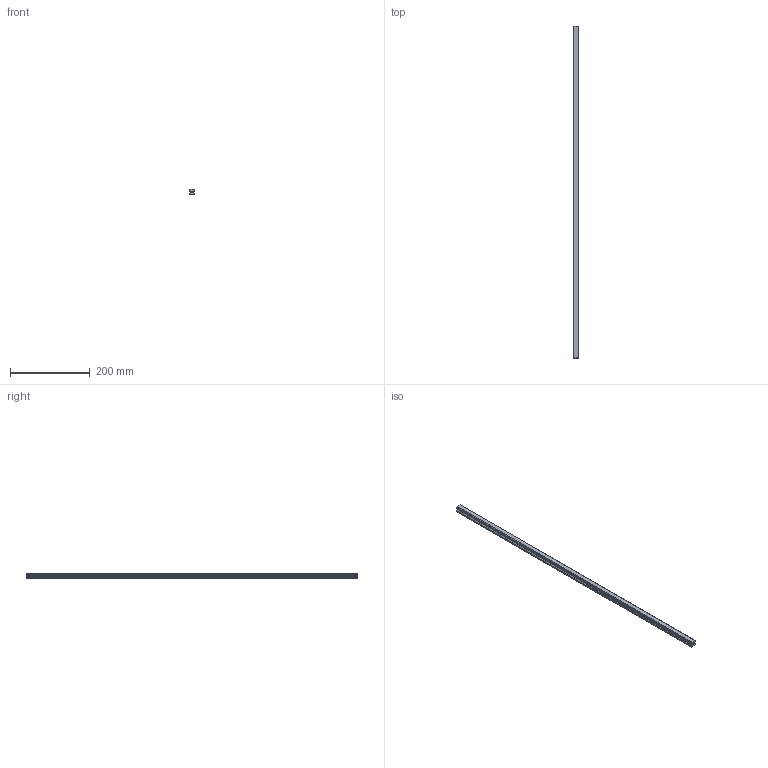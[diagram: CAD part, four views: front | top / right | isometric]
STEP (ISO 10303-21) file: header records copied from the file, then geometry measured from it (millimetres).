
FILE_DESCRIPTION(('STEP AP214'),'1');
FILE_NAME('cctmp_822AC1A1-6C34-4BBC-8D6F-3FE7D50F36EF_2021_01_19_13_00_13_0047..stp','2021-01-19T12:00:13',('HIWIN GmbH'),('CADClick - www.CADClick.com'),'Spatial InterOp 3D',' ','unknown authorization');
FILE_SCHEMA(('AUTOMOTIVE_DESIGN'));
Length unit declared in the file: millimetre
Products named in the file (1): HGR15T830C_FILE
Bounding box: 15 x 830 x 15 mm (x, y, z)
Volume: 155780 mm3; surface area: 52941.5 mm2
Topology: 1 solids, 1 shells, 171 faces, 467 edges, 288 vertices
Faces by surface type: plane 89, cylinder 54, cone 28
Entity records: 6561 total; most frequent: CARTESIAN_POINT 899, DIRECTION 891, ORIENTED_EDGE 878, EDGE_CURVE 439, LINE 331, VECTOR 331, VERTEX_POINT 288, AXIS2_PLACEMENT_3D 280
